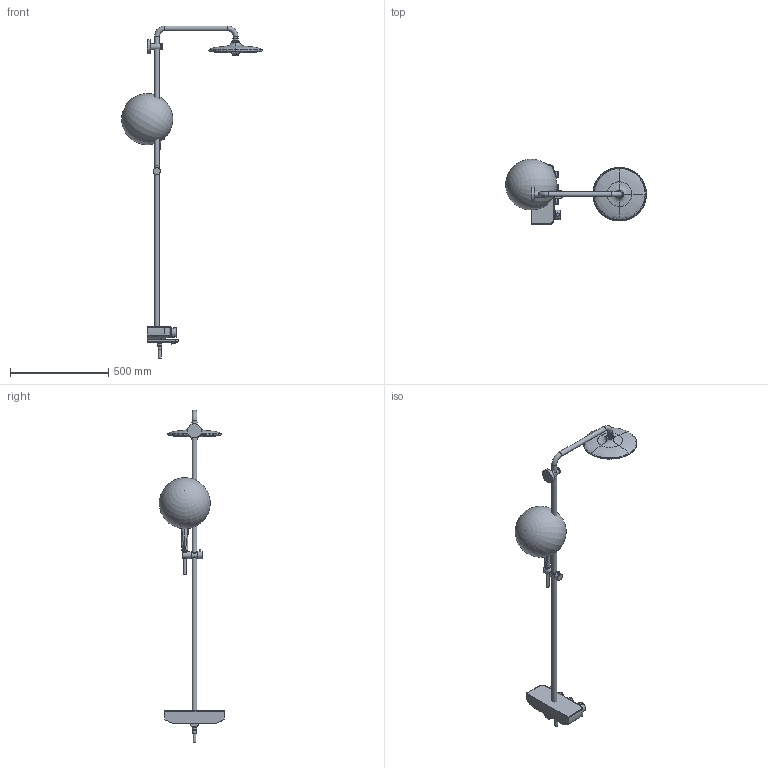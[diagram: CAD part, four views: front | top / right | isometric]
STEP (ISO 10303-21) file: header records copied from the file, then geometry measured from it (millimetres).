
FILE_DESCRIPTION(/* description */ ('Unknown'),/* implementation_level */ '2;1');
FILE_NAME(/* name */ '26510000',/* time_stamp */ '2022-09-07T14:16:51+02:00',/* author */ ('Unknown'),/* organization */ ('GROHE AG'),/* preprocessor_version */ 'ST-DEVELOPER v16.7',/* originating_system */ 'DEX',/* authorisation */ $);
FILE_SCHEMA (('AUTOMOTIVE_DESIGN {1 0 10303 214 3 1 1}'));
Products named in the file (33): 26510000; 26510000_0; 26510000_1; face1; 071108_Family_HSH_FaceEco_E_Lob; 26510000_2; 26510000_3; 26510000_4; 26510000_5; 26510000_6; g01806A88795qqn0; caps; 26510000_7; G0181BC40660ln5y; G0181F9CAB557vxb; 26510000_8; 26510000_9; 26510000_10; 26510000_11; A4293188_EUPHORIA_G4_SC_SPOUT; 1; 26510000_12; 26510000_13; 26510000_14; 26510000_15; 26510000_16; 26510000_17; 20170731_UPDATED TRAY_DRAFT ANGLE_+1mm; 26510000_18; 26510000_19; 26510000_20; 26510000_21
Assembly tree (32 placements, depth 2):
  26510000
    26510000
    26510000_0
    26510000_1
    face1
    071108_Family_HSH_FaceEco_E_Lob
    26510000_2
    26510000_3
    26510000_4
    26510000_5
    26510000_6
    g01806A88795qqn0
    caps
    26510000_7
    G0181BC40660ln5y
    G0181F9CAB557vxb
    26510000_8
    26510000_9
    26510000_10
    26510000_11
    A4293188_EUPHORIA_G4_SC_SPOUT
    1
    26510000_12
    26510000_13
    26510000_14
    26510000_15
    26510000_16
    26510000_17
    20170731_UPDATED TRAY_DRAFT ANGLE_+1mm
    26510000_18
    26510000_19
    26510000_20
    26510000_21
Bounding box: 715.29 x 331.16 x 1687.75 mm (x, y, z)
Volume: 14386602.6 mm3; surface area: 1020343.5 mm2
Topology: 32 solids, 35 shells, 2653 faces, 6761 edges, 4515 vertices
Faces by surface type: plane 1350, bspline 856, cylinder 358, torus 59, cone 23, sphere 7
Full cylindrical faces by diameter (mm): 4.005 x152, 9 x1, 9.5 x1, 12 x1, 13 x1, 13.4 x1, 15 x3, 16 x3, 16.8 x1, 18 x1, 18.2 x1, 18.4 x1, 18.5 x1, 19 x2, 19.9 x1, 20.1 x1, 20.4 x2, 20.955 x1, 20.96 x1, 22.4 x2, 23 x2, 23.6 x1, 24 x1, 24.7 x4, 27 x2, 27.7 x2, 30.284 x1, 31.2 x1, 31.3 x1, 32 x2
Entity records: 141575 total; most frequent: CARTESIAN_POINT 88618, ORIENTED_EDGE 12448, DIRECTION 6454, EDGE_CURVE 6224, B_SPLINE_CURVE_WITH_KNOTS 4429, VERTEX_POINT 4319, FACE_BOUND 3339, EDGE_LOOP 3336
